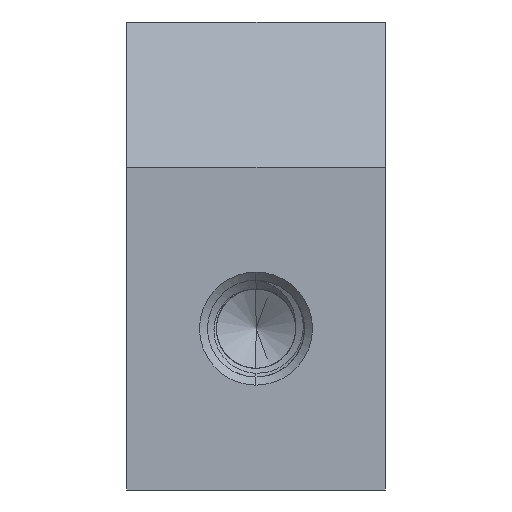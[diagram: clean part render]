
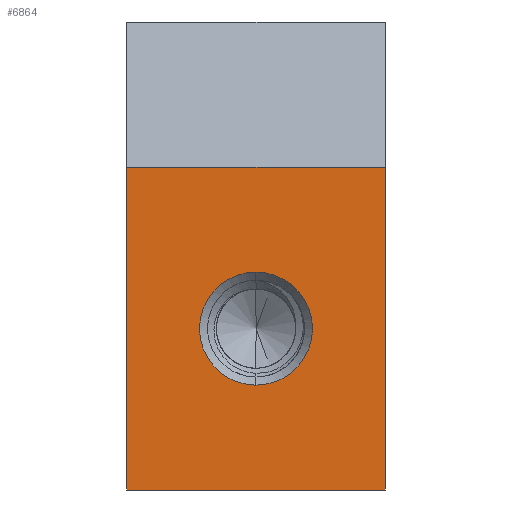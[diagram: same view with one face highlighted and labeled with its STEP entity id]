
A CAD part, left-side view. The second image highlights one B-rep face of the part: STEP entity #6864.
In plain terms, the highlighted planar face has unit normal (-1, 0, 0).
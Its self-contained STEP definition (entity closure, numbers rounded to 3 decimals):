
#253 = ORIENTED_EDGE ( 'NONE', *, *, #7432, .T. ) ;
#706 = CARTESIAN_POINT ( 'NONE',  ( 0., 16., 29. ) ) ;
#929 = CIRCLE ( 'NONE', #6384, 3.5 ) ;
#1285 = CARTESIAN_POINT ( 'NONE',  ( 0., 0., 29. ) ) ;
#1340 = DIRECTION ( 'NONE',  ( 1., 0., 0. ) ) ;
#1640 = CARTESIAN_POINT ( 'NONE',  ( 0., 8., 10. ) ) ;
#1641 = VECTOR ( 'NONE', #14949, 1000. ) ;
#2331 = EDGE_CURVE ( 'NONE', #17813, #12652, #7497, .T. ) ;
#2649 = DIRECTION ( 'NONE',  ( 0., 1., 0. ) ) ;
#2686 = ORIENTED_EDGE ( 'NONE', *, *, #4001, .T. ) ;
#2746 = ORIENTED_EDGE ( 'NONE', *, *, #14448, .T. ) ;
#2977 = FACE_OUTER_BOUND ( 'NONE', #16952, .T. ) ;
#3053 = DIRECTION ( 'NONE',  ( 0., 0., -1. ) ) ;
#3423 = CARTESIAN_POINT ( 'NONE',  ( 0., 0., 0. ) ) ;
#3503 = CARTESIAN_POINT ( 'NONE',  ( 0., 0., 20. ) ) ;
#3758 = CARTESIAN_POINT ( 'NONE',  ( 0., 8., 13.5 ) ) ;
#3799 = VERTEX_POINT ( 'NONE', #3503 ) ;
#3909 = CARTESIAN_POINT ( 'NONE',  ( 0., 0., 0. ) ) ;
#4001 = EDGE_CURVE ( 'NONE', #4231, #17828, #7984, .T. ) ;
#4231 = VERTEX_POINT ( 'NONE', #3758 ) ;
#5592 = VERTEX_POINT ( 'NONE', #3909 ) ;
#6384 = AXIS2_PLACEMENT_3D ( 'NONE', #1640, #11387, #3053 ) ;
#6864 = ADVANCED_FACE ( 'NONE', ( #12771, #2977 ), #18051, .F. ) ;
#7116 = AXIS2_PLACEMENT_3D ( 'NONE', #16204, #7829, #17583 ) ;
#7243 = CARTESIAN_POINT ( 'NONE',  ( 0., 8., 6.5 ) ) ;
#7432 = EDGE_CURVE ( 'NONE', #12652, #5592, #9931, .T. ) ;
#7497 = LINE ( 'NONE', #706, #9736 ) ;
#7829 = DIRECTION ( 'NONE',  ( 1., 0., 0. ) ) ;
#7984 = CIRCLE ( 'NONE', #7116, 3.5 ) ;
#9736 = VECTOR ( 'NONE', #16052, 1000. ) ;
#9931 = LINE ( 'NONE', #3423, #14713 ) ;
#11090 = DIRECTION ( 'NONE',  ( 0., 0., -1. ) ) ;
#11387 = DIRECTION ( 'NONE',  ( 1., 0., 0. ) ) ;
#11617 = EDGE_CURVE ( 'NONE', #3799, #5592, #13123, .T. ) ;
#11765 = DIRECTION ( 'NONE',  ( 0., -1., 0. ) ) ;
#12414 = CARTESIAN_POINT ( 'NONE',  ( 0., 0., 20. ) ) ;
#12507 = CARTESIAN_POINT ( 'NONE',  ( 0., 16., 20. ) ) ;
#12652 = VERTEX_POINT ( 'NONE', #13584 ) ;
#12765 = EDGE_LOOP ( 'NONE', ( #2686, #16331 ) ) ;
#12771 = FACE_BOUND ( 'NONE', #12765, .T. ) ;
#13123 = LINE ( 'NONE', #16318, #1641 ) ;
#13584 = CARTESIAN_POINT ( 'NONE',  ( 0., 16., 0. ) ) ;
#14448 = EDGE_CURVE ( 'NONE', #3799, #17813, #16026, .T. ) ;
#14713 = VECTOR ( 'NONE', #11765, 1000. ) ;
#14949 = DIRECTION ( 'NONE',  ( 0., 0., -1. ) ) ;
#16011 = EDGE_CURVE ( 'NONE', #17828, #4231, #929, .T. ) ;
#16026 = LINE ( 'NONE', #12414, #16482 ) ;
#16052 = DIRECTION ( 'NONE',  ( 0., 0., -1. ) ) ;
#16204 = CARTESIAN_POINT ( 'NONE',  ( 0., 8., 10. ) ) ;
#16318 = CARTESIAN_POINT ( 'NONE',  ( 0., 0., 29. ) ) ;
#16331 = ORIENTED_EDGE ( 'NONE', *, *, #16011, .T. ) ;
#16482 = VECTOR ( 'NONE', #2649, 1000. ) ;
#16673 = AXIS2_PLACEMENT_3D ( 'NONE', #1285, #1340, #11090 ) ;
#16952 = EDGE_LOOP ( 'NONE', ( #18017, #2746, #17579, #253 ) ) ;
#17579 = ORIENTED_EDGE ( 'NONE', *, *, #2331, .T. ) ;
#17583 = DIRECTION ( 'NONE',  ( 0., 0., -1. ) ) ;
#17813 = VERTEX_POINT ( 'NONE', #12507 ) ;
#17828 = VERTEX_POINT ( 'NONE', #7243 ) ;
#18017 = ORIENTED_EDGE ( 'NONE', *, *, #11617, .F. ) ;
#18051 = PLANE ( 'NONE',  #16673 ) ;
